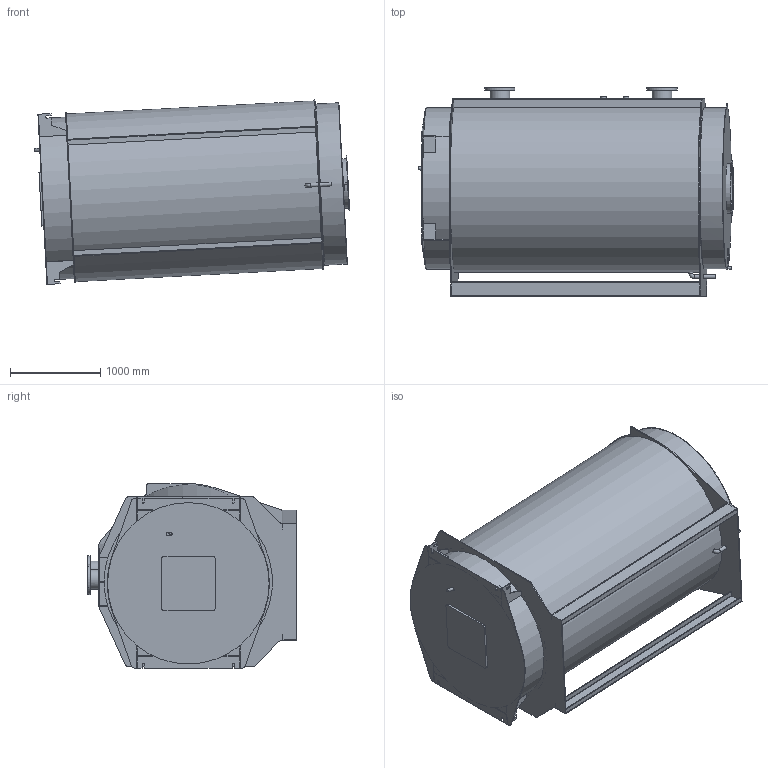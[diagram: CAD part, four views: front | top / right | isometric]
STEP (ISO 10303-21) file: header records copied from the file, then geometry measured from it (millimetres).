
FILE_DESCRIPTION(/* description */ (''),/* implementation_level */ '2;1');
FILE_NAME(/* name */ 'Сборка 3000.stp',/* time_stamp */ '2022-04-18T15:56:07+07:00',/* author */ ('Urchenko'),/* organization */ (''),/* preprocessor_version */ 'ST-DEVELOPER v18',/* originating_system */ 'Autodesk Inventor 2020',/* authorisation */ '');
FILE_SCHEMA (('AUTOMOTIVE_DESIGN { 1 0 10303 214 3 1 1 }'));
Length unit declared in the file: millimetre
Products named in the file (5): Сборка 3000; 3000 Корпус(изм); Дверь задняя 
3000-3500; Дверь фронтовая 
3000-3500; Фланец 1-200-16-1 ГОСТ 
12820-80
Assembly tree (5 placements, depth 2):
  Сборка 3000
    3000 Корпус(изм)
    Дверь задняя 
3000-3500
    Дверь фронтовая 
3000-3500
    Фланец 1-200-16-1 ГОСТ 
12820-80  x2
Bounding box: 3495.1 x 2318 x 2049.69 mm (x, y, z)
Volume: 9073615207 mm3; surface area: 48370232 mm2
Topology: 8 solids, 10 shells, 352 faces, 1135 edges, 765 vertices
Faces by surface type: plane 210, cylinder 137, bspline 2, cone 2, torus 1
Full cylindrical faces by diameter (mm): 22 x24, 25 x1, 26 x1, 42 x2, 50 x1, 60 x2, 160 x1, 219 x4, 222 x2, 335 x2, 544 x1, 550 x2, 610 x1, 1774 x1, 1790 x1, 1792 x1
Entity records: 12519 total; most frequent: CARTESIAN_POINT 2769, ORIENTED_EDGE 2084, DIRECTION 1974, EDGE_CURVE 1044, VERTEX_POINT 702, AXIS2_PLACEMENT_3D 659, LINE 656, VECTOR 656
